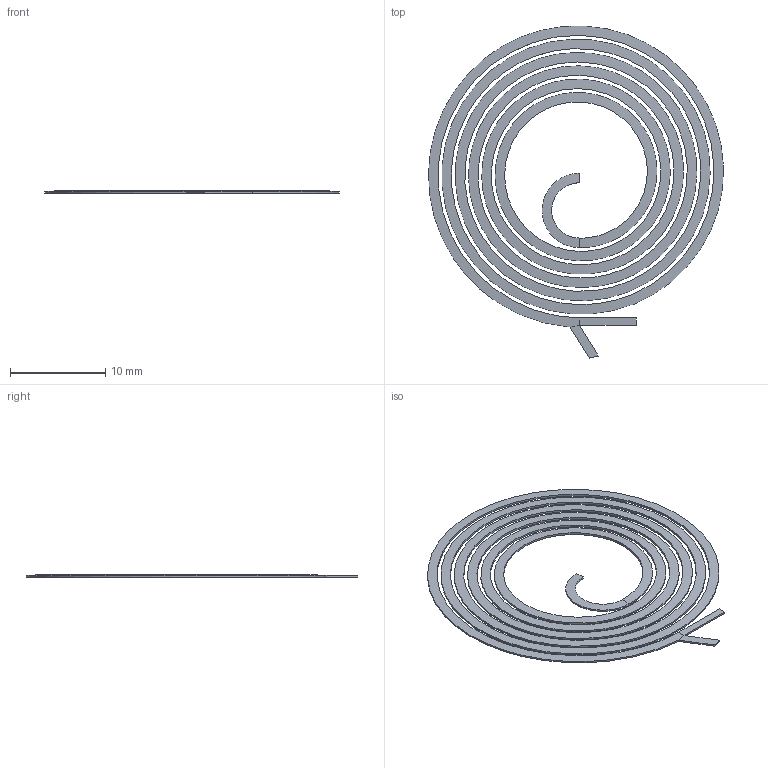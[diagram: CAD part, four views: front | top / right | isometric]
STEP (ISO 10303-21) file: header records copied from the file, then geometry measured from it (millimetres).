
FILE_DESCRIPTION(/* description */ (''),/* implementation_level */ '2;1');
FILE_NAME(/* name */ '171119 220,160,1000 device v3 to Prof. Song',/* time_stamp */ '2017-11-19T13:52:46-05:00',/* author */ (''),/* organization */ (''),/* preprocessor_version */ 'ST-DEVELOPER v15',/* originating_system */ '',/* authorisation */ '');
FILE_SCHEMA (('AUTOMOTIVE_DESIGN'));
Length unit declared in the file: millimetre
Products named in the file (1): Document
Bounding box: 31 x 34.89 x 0.22 mm (x, y, z)
Volume: 85.7 mm3; surface area: 1076.7 mm2
Topology: 1 solids, 1 shells, 22 faces, 46 edges, 26 vertices
Faces by surface type: bspline 17, plane 5
Entity records: 3835 total; most frequent: CARTESIAN_POINT 3505, ORIENTED_EDGE 92, EDGE_CURVE 46, B_SPLINE_CURVE_WITH_KNOTS 44, VERTEX_POINT 26, ADVANCED_FACE 22, FACE_OUTER_BOUND 22, EDGE_LOOP 22
